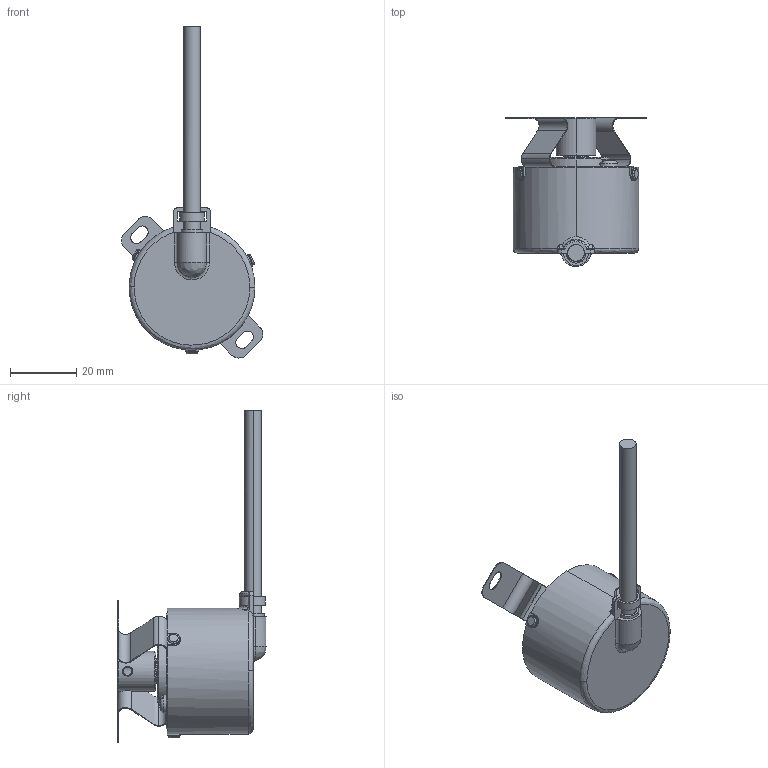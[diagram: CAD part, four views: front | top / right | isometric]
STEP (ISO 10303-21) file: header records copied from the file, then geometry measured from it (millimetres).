
FILE_DESCRIPTION (( 'STEP AP214' ), '1' );
FILE_NAME ('TRD-SH.STEP', '2016-06-30T14:56:48', ( '' ), ( '' ), 'SwSTEP 2.0', 'SolidWorks 2016', '' );
FILE_SCHEMA (( 'AUTOMOTIVE_DESIGN' ));
Length unit declared in the file: millimetre
Products named in the file (1): TRD-SH
Bounding box: 42.76 x 45 x 100.38 mm (x, y, z)
Volume: 33214 mm3; surface area: 9709.1 mm2
Topology: 1 solids, 2 shells, 278 faces, 756 edges, 489 vertices
Faces by surface type: plane 124, cylinder 97, bspline 30, cone 26, torus 1
Entity records: 13812 total; most frequent: CARTESIAN_POINT 7125, ORIENTED_EDGE 1508, DIRECTION 1050, EDGE_CURVE 754, VERTEX_POINT 489, AXIS2_PLACEMENT_3D 350, LINE 350, VECTOR 350
